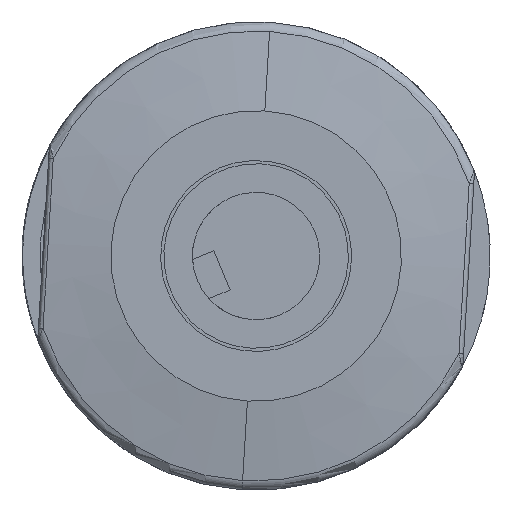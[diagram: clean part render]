
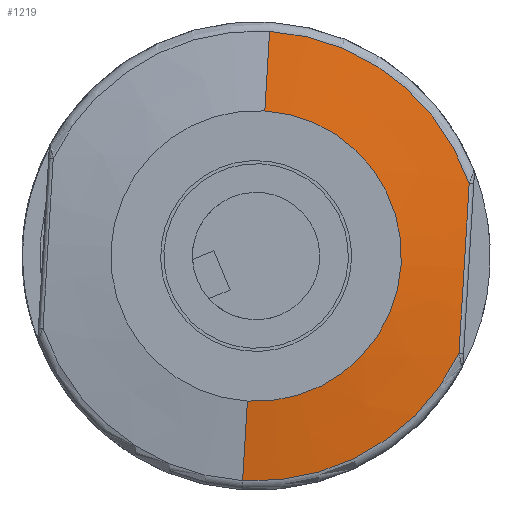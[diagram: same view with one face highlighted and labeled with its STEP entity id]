
A CAD part, front view. The second image highlights one B-rep face of the part: STEP entity #1219.
In plain terms, the highlighted conical face has half-angle 82.113 degrees and reference radius 22.075 mm.
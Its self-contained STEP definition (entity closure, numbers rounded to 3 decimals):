
#99 = CIRCLE ( 'NONE', #1667, 13.701 ) ;
#126 = CARTESIAN_POINT ( 'NONE',  ( -109.175, -154.608, -60.509 ) ) ;
#149 = DIRECTION ( 'NONE',  ( 0., 1., 0. ) ) ;
#176 = DIRECTION ( 'NONE',  ( 0.06, 0., 0.998 ) ) ;
#183 = CARTESIAN_POINT ( 'NONE',  ( -129.283, -155.509, -67.67 ) ) ;
#224 = ORIENTED_EDGE ( 'NONE', *, *, #2005, .T. ) ;
#280 = VERTEX_POINT ( 'NONE', #1476 ) ;
#284 = AXIS2_PLACEMENT_3D ( 'NONE', #1238, #149, #1877 ) ;
#313 = ORIENTED_EDGE ( 'NONE', *, *, #615, .T. ) ;
#350 = DIRECTION ( 'NONE',  ( 0.06, 0., 0.998 ) ) ;
#356 = VERTEX_POINT ( 'NONE', #183 ) ;
#367 = VERTEX_POINT ( 'NONE', #1044 ) ;
#546 = B_SPLINE_CURVE_WITH_KNOTS ( 'NONE', 3,
 ( #1035, #126, #607, #575, #836, #1429 ),
 .UNSPECIFIED., .F., .F.,
 ( 4, 2, 4 ),
 ( 0., 0.008, 0.016 ),
 .UNSPECIFIED. ) ;
#575 = CARTESIAN_POINT ( 'NONE',  ( -108.691, -154.686, -52.502 ) ) ;
#577 = DIRECTION ( 'NONE',  ( 0., -1., 0. ) ) ;
#590 = EDGE_CURVE ( 'NONE', #356, #280, #99, .T. ) ;
#600 = CARTESIAN_POINT ( 'NONE',  ( -129.785, -154.349, -76.028 ) ) ;
#607 = CARTESIAN_POINT ( 'NONE',  ( -109.012, -154.686, -57.839 ) ) ;
#615 = EDGE_CURVE ( 'NONE', #868, #367, #546, .T. ) ;
#734 = LINE ( 'NONE', #2609, #2001 ) ;
#763 = ORIENTED_EDGE ( 'NONE', *, *, #2679, .T. ) ;
#836 = CARTESIAN_POINT ( 'NONE',  ( -108.533, -154.608, -49.835 ) ) ;
#868 = VERTEX_POINT ( 'NONE', #2552 ) ;
#1035 = CARTESIAN_POINT ( 'NONE',  ( -109.338, -154.469, -63.175 ) ) ;
#1044 = CARTESIAN_POINT ( 'NONE',  ( -108.376, -154.469, -47.168 ) ) ;
#1114 = CIRCLE ( 'NONE', #2054, 21.212 ) ;
#1128 = CARTESIAN_POINT ( 'NONE',  ( -128.46, -154.469, -53.993 ) ) ;
#1148 = CONICAL_SURFACE ( 'NONE', #284, 22.075, 1.433 ) ;
#1153 = VERTEX_POINT ( 'NONE', #1538 ) ;
#1219 = ADVANCED_FACE ( 'NONE', ( #1905 ), #1148, .T. ) ;
#1238 = CARTESIAN_POINT ( 'NONE',  ( -128.46, -154.349, -53.993 ) ) ;
#1247 = CARTESIAN_POINT ( 'NONE',  ( -128.46, -155.509, -53.993 ) ) ;
#1333 = ORIENTED_EDGE ( 'NONE', *, *, #1922, .T. ) ;
#1375 = VERTEX_POINT ( 'NONE', #2565 ) ;
#1423 = ORIENTED_EDGE ( 'NONE', *, *, #590, .F. ) ;
#1429 = CARTESIAN_POINT ( 'NONE',  ( -108.376, -154.469, -47.168 ) ) ;
#1476 = CARTESIAN_POINT ( 'NONE',  ( -127.638, -155.509, -40.316 ) ) ;
#1538 = CARTESIAN_POINT ( 'NONE',  ( -127.187, -154.469, -32.819 ) ) ;
#1542 = VECTOR ( 'NONE', #2320, 1000. ) ;
#1655 = EDGE_LOOP ( 'NONE', ( #1914, #1423, #763, #224, #313, #1333 ) ) ;
#1667 = AXIS2_PLACEMENT_3D ( 'NONE', #1247, #2746, #176 ) ;
#1877 = DIRECTION ( 'NONE',  ( -0.06, 0., -0.998 ) ) ;
#1905 = FACE_OUTER_BOUND ( 'NONE', #1655, .T. ) ;
#1914 = ORIENTED_EDGE ( 'NONE', *, *, #2654, .F. ) ;
#1915 = AXIS2_PLACEMENT_3D ( 'NONE', #2555, #577, #350 ) ;
#1922 = EDGE_CURVE ( 'NONE', #367, #1153, #2631, .T. ) ;
#1977 = DIRECTION ( 'NONE',  ( 0.06, 0., 0.998 ) ) ;
#2001 = VECTOR ( 'NONE', #2433, 1000. ) ;
#2005 = EDGE_CURVE ( 'NONE', #1375, #868, #1114, .T. ) ;
#2054 = AXIS2_PLACEMENT_3D ( 'NONE', #1128, #2642, #1977 ) ;
#2188 = LINE ( 'NONE', #600, #1542 ) ;
#2320 = DIRECTION ( 'NONE',  ( -0.059, 0.137, -0.989 ) ) ;
#2433 = DIRECTION ( 'NONE',  ( 0.059, 0.137, 0.989 ) ) ;
#2552 = CARTESIAN_POINT ( 'NONE',  ( -109.338, -154.469, -63.175 ) ) ;
#2555 = CARTESIAN_POINT ( 'NONE',  ( -128.46, -154.469, -53.993 ) ) ;
#2565 = CARTESIAN_POINT ( 'NONE',  ( -129.733, -154.469, -75.167 ) ) ;
#2609 = CARTESIAN_POINT ( 'NONE',  ( -127.135, -154.349, -31.958 ) ) ;
#2631 = CIRCLE ( 'NONE', #1915, 21.212 ) ;
#2642 = DIRECTION ( 'NONE',  ( 0., -1., 0. ) ) ;
#2654 = EDGE_CURVE ( 'NONE', #280, #1153, #734, .T. ) ;
#2679 = EDGE_CURVE ( 'NONE', #356, #1375, #2188, .T. ) ;
#2746 = DIRECTION ( 'NONE',  ( 0., -1., 0. ) ) ;
